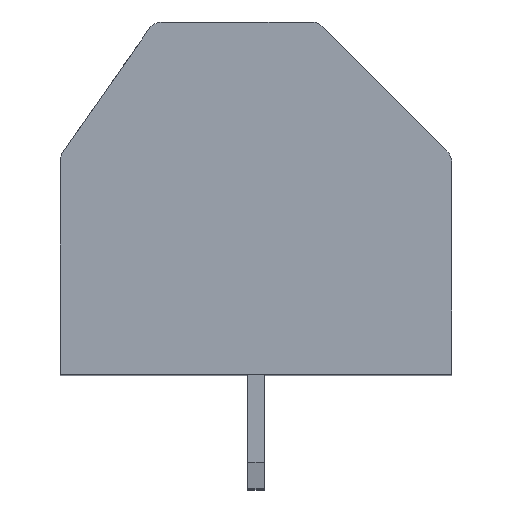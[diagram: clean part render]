
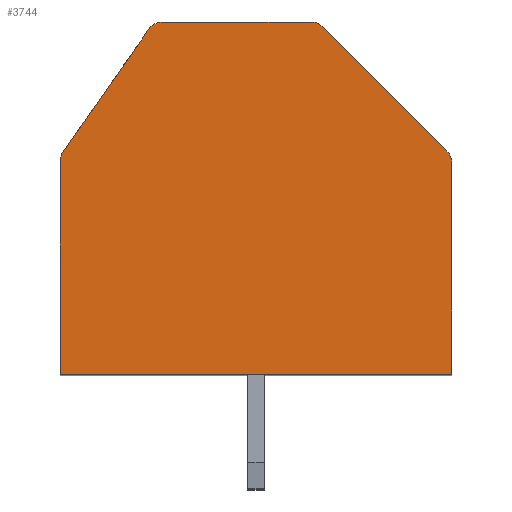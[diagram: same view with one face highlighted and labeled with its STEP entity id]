
A CAD part, top view. The second image highlights one B-rep face of the part: STEP entity #3744.
In plain terms, the highlighted planar face has unit normal (0, 0, 1).
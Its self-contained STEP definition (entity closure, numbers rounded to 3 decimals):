
#1177=CARTESIAN_POINT('',(1.693,4.899,3.));
#1178=DIRECTION('',(0.,0.,1.));
#1179=DIRECTION('',(0.707,0.707,0.));
#1180=AXIS2_PLACEMENT_3D('',#1177,#1178,#1179);
#1182=DIRECTION('',(-0.707,0.707,0.));
#1183=VECTOR('',#1182,5.383);
#1184=CARTESIAN_POINT('',(5.854,1.446,3.));
#1185=LINE('',#1184,#1183);
#1186=CARTESIAN_POINT('',(5.5,1.093,3.));
#1187=DIRECTION('',(0.,0.,1.));
#1188=DIRECTION('',(1.,0.,0.));
#1189=AXIS2_PLACEMENT_3D('',#1186,#1187,#1188);
#1191=DIRECTION('',(0.,1.,0.));
#1192=VECTOR('',#1191,6.493);
#1193=CARTESIAN_POINT('',(6.,-5.4,3.));
#1194=LINE('',#1193,#1192);
#1195=DIRECTION('',(1.,0.,0.));
#1196=VECTOR('',#1195,12.);
#1197=CARTESIAN_POINT('',(-6.,-5.4,3.));
#1198=LINE('',#1197,#1196);
#1199=DIRECTION('',(0.,-1.,0.));
#1200=VECTOR('',#1199,6.542);
#1201=CARTESIAN_POINT('',(-6.,1.142,3.));
#1202=LINE('',#1201,#1200);
#1203=CARTESIAN_POINT('',(-5.5,1.142,3.));
#1204=DIRECTION('',(0.,0.,1.));
#1205=DIRECTION('',(-0.819,0.574,0.));
#1206=AXIS2_PLACEMENT_3D('',#1203,#1204,#1205);
#1208=DIRECTION('',(-0.574,-0.819,0.));
#1209=VECTOR('',#1208,4.587);
#1210=CARTESIAN_POINT('',(-3.279,5.186,3.));
#1211=LINE('',#1210,#1209);
#1212=CARTESIAN_POINT('',(-2.869,4.899,3.));
#1213=DIRECTION('',(0.,0.,1.));
#1214=DIRECTION('',(0.,1.,0.));
#1215=AXIS2_PLACEMENT_3D('',#1212,#1213,#1214);
#1217=DIRECTION('',(-1.,0.,0.));
#1218=VECTOR('',#1217,4.563);
#1219=CARTESIAN_POINT('',(1.693,5.399,3.));
#1220=LINE('',#1219,#1218);
#1561=CARTESIAN_POINT('',(-6.,-5.4,3.));
#1562=CARTESIAN_POINT('',(6.,-5.4,3.));
#1563=VERTEX_POINT('',#1561);
#1564=VERTEX_POINT('',#1562);
#1873=CARTESIAN_POINT('',(2.047,5.253,3.));
#1874=VERTEX_POINT('',#1873);
#1875=CARTESIAN_POINT('',(1.693,5.399,3.));
#1876=VERTEX_POINT('',#1875);
#1881=CARTESIAN_POINT('',(6.,1.093,3.));
#1882=VERTEX_POINT('',#1881);
#1883=CARTESIAN_POINT('',(5.854,1.446,3.));
#1884=VERTEX_POINT('',#1883);
#1889=CARTESIAN_POINT('',(-2.869,5.399,3.));
#1890=VERTEX_POINT('',#1889);
#1891=CARTESIAN_POINT('',(-3.279,5.186,3.));
#1892=VERTEX_POINT('',#1891);
#1897=CARTESIAN_POINT('',(-5.91,1.429,3.));
#1898=VERTEX_POINT('',#1897);
#1899=CARTESIAN_POINT('',(-6.,1.142,3.));
#1900=VERTEX_POINT('',#1899);
#3727=CARTESIAN_POINT('',(0.,0.,3.));
#3728=DIRECTION('',(0.,0.,1.));
#3729=DIRECTION('',(1.,0.,0.));
#3730=AXIS2_PLACEMENT_3D('',#3727,#3728,#3729);
#3731=PLANE('',#3730);
#3732=ORIENTED_EDGE('',*,*,#2089,.F.);
#3733=ORIENTED_EDGE('',*,*,#2105,.F.);
#3734=ORIENTED_EDGE('',*,*,#2892,.F.);
#3735=ORIENTED_EDGE('',*,*,#2907,.F.);
#3736=ORIENTED_EDGE('',*,*,#2920,.F.);
#3737=ORIENTED_EDGE('',*,*,#2993,.F.);
#3738=ORIENTED_EDGE('',*,*,#3008,.F.);
#3739=ORIENTED_EDGE('',*,*,#3021,.F.);
#3740=ORIENTED_EDGE('',*,*,#3708,.F.);
#3741=ORIENTED_EDGE('',*,*,#3720,.F.);
#3742=EDGE_LOOP('',(#3732,#3733,#3734,#3735,#3736,#3737,#3738,#3739,#3740,
#3741));
#3743=FACE_OUTER_BOUND('',#3742,.F.);
#1181=CIRCLE('',#1180,0.5);
#1190=CIRCLE('',#1189,0.5);
#1207=CIRCLE('',#1206,0.5);
#1216=CIRCLE('',#1215,0.5);
#2089=EDGE_CURVE('',#1874,#1876,#1181,.T.);
#2105=EDGE_CURVE('',#1884,#1874,#1185,.T.);
#2892=EDGE_CURVE('',#1882,#1884,#1190,.T.);
#2907=EDGE_CURVE('',#1564,#1882,#1194,.T.);
#2920=EDGE_CURVE('',#1563,#1564,#1198,.T.);
#2993=EDGE_CURVE('',#1900,#1563,#1202,.T.);
#3008=EDGE_CURVE('',#1898,#1900,#1207,.T.);
#3021=EDGE_CURVE('',#1892,#1898,#1211,.T.);
#3708=EDGE_CURVE('',#1890,#1892,#1216,.T.);
#3720=EDGE_CURVE('',#1876,#1890,#1220,.T.);
#3744=ADVANCED_FACE('',(#3743),#3731,.T.);
